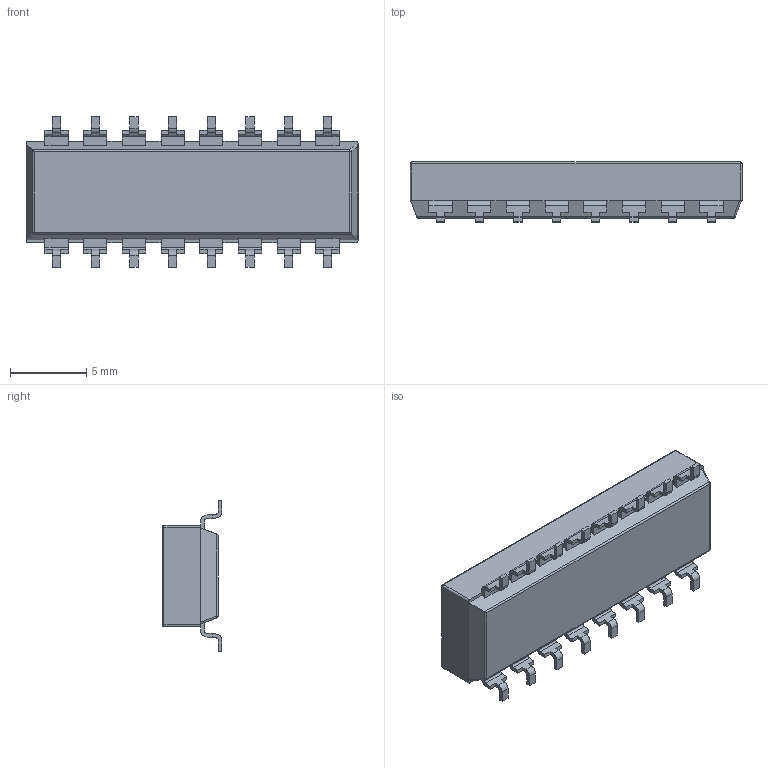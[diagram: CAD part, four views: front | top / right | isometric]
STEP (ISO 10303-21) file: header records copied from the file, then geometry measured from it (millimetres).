
FILE_DESCRIPTION( ( 'STEP AP214' ), ' ' );
FILE_NAME( 'psolqas15435719220.stp', '2017-08-23T13:43:57', ( '' ), ( '' ), ' ', 'PARTsolutions', ' ' );
FILE_SCHEMA( ( 'AUTOMOTIVE_DESIGN { 1 0 10303 214 1 1 1 1 }' ) );
Length unit declared in the file: metre
Products named in the file (1): 1
Bounding box: 21.79 x 3.94 x 9.91 mm (x, y, z)
Volume: 483.7 mm3; surface area: 865.1 mm2
Topology: 1 solids, 1 shells, 1253 faces, 3481 edges, 2260 vertices
Faces by surface type: plane 1071, cylinder 143, sphere 39
Entity records: 39324 total; most frequent: CARTESIAN_POINT 7020, ORIENTED_EDGE 6962, DIRECTION 6266, EDGE_CURVE 3481, LINE 3196, VECTOR 3196, VERTEX_POINT 2260, AXIS2_PLACEMENT_3D 1535
